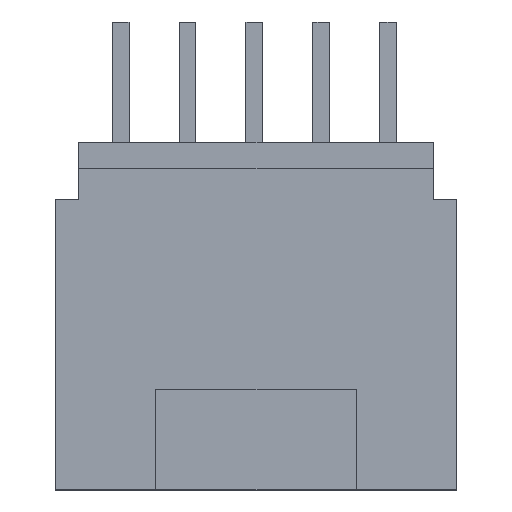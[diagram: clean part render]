
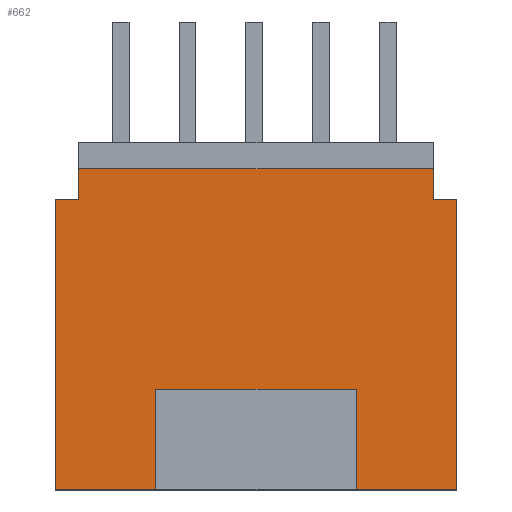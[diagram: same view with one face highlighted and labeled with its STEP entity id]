
A CAD part, top view. The second image highlights one B-rep face of the part: STEP entity #662.
In plain terms, the highlighted planar face has unit normal (0, 0, 1).
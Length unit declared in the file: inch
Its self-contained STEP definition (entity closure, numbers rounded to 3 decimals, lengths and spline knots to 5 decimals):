
#585=FACE_OUTER_BOUND('',#841,.T.);
#662=ADVANCED_FACE('',(#585),#739,.F.);
#739=PLANE('',#2007);
#841=EDGE_LOOP('',(#1017,#1018,#1019,#1020,#1021,#1022,#1023,#1024,#1025,
#1026,#1027,#1028));
#1017=ORIENTED_EDGE('',*,*,#1513,.F.);
#1018=ORIENTED_EDGE('',*,*,#1493,.T.);
#1019=ORIENTED_EDGE('',*,*,#1467,.F.);
#1020=ORIENTED_EDGE('',*,*,#1499,.F.);
#1021=ORIENTED_EDGE('',*,*,#1514,.F.);
#1022=ORIENTED_EDGE('',*,*,#1515,.F.);
#1023=ORIENTED_EDGE('',*,*,#1471,.F.);
#1024=ORIENTED_EDGE('',*,*,#1496,.F.);
#1025=ORIENTED_EDGE('',*,*,#1516,.F.);
#1026=ORIENTED_EDGE('',*,*,#1517,.F.);
#1027=ORIENTED_EDGE('',*,*,#1511,.T.);
#1028=ORIENTED_EDGE('',*,*,#1518,.F.);
#1339=VERTEX_POINT('',#2522);
#1340=VERTEX_POINT('',#2524);
#1343=VERTEX_POINT('',#2530);
#1344=VERTEX_POINT('',#2532);
#1361=VERTEX_POINT('',#2574);
#1362=VERTEX_POINT('',#2578);
#1364=VERTEX_POINT('',#2584);
#1370=VERTEX_POINT('',#2607);
#1371=VERTEX_POINT('',#2609);
#1372=VERTEX_POINT('',#2613);
#1373=VERTEX_POINT('',#2615);
#1374=VERTEX_POINT('',#2618);
#1467=EDGE_CURVE('',#1339,#1340,#1659,.T.);
#1471=EDGE_CURVE('',#1343,#1344,#1663,.T.);
#1493=EDGE_CURVE('',#1361,#1340,#1685,.T.);
#1496=EDGE_CURVE('',#1362,#1343,#1688,.T.);
#1499=EDGE_CURVE('',#1364,#1339,#1691,.T.);
#1511=EDGE_CURVE('',#1371,#1370,#1703,.T.);
#1513=EDGE_CURVE('',#1361,#1372,#1705,.T.);
#1514=EDGE_CURVE('',#1373,#1364,#1706,.T.);
#1515=EDGE_CURVE('',#1344,#1373,#1707,.T.);
#1516=EDGE_CURVE('',#1374,#1362,#1708,.T.);
#1517=EDGE_CURVE('',#1371,#1374,#1709,.T.);
#1518=EDGE_CURVE('',#1372,#1370,#1710,.T.);
#1659=LINE('',#2523,#1851);
#1663=LINE('',#2531,#1855);
#1685=LINE('',#2573,#1877);
#1688=LINE('',#2579,#1880);
#1691=LINE('',#2585,#1883);
#1703=LINE('',#2608,#1895);
#1705=LINE('',#2612,#1897);
#1706=LINE('',#2614,#1898);
#1707=LINE('',#2616,#1899);
#1708=LINE('',#2617,#1900);
#1709=LINE('',#2619,#1901);
#1710=LINE('',#2620,#1902);
#1851=VECTOR('',#2127,1.);
#1855=VECTOR('',#2131,1.);
#1877=VECTOR('',#2159,1.);
#1880=VECTOR('',#2164,1.);
#1883=VECTOR('',#2169,1.);
#1895=VECTOR('',#2191,1.);
#1897=VECTOR('',#2195,1.);
#1898=VECTOR('',#2196,1.);
#1899=VECTOR('',#2197,1.);
#1900=VECTOR('',#2198,1.);
#1901=VECTOR('',#2199,1.);
#1902=VECTOR('',#2200,1.);
#2007=AXIS2_PLACEMENT_3D('',#2621,#2201,#2202);
#2127=DIRECTION('',(-1.,0.,0.));
#2131=DIRECTION('',(-1.,0.,0.));
#2159=DIRECTION('',(0.,-1.,0.));
#2164=DIRECTION('',(0.,-1.,0.));
#2169=DIRECTION('',(0.,-1.,0.));
#2191=DIRECTION('',(-1.,0.,0.));
#2195=DIRECTION('',(1.,0.,0.));
#2196=DIRECTION('',(-1.,0.,0.));
#2197=DIRECTION('',(0.,1.,0.));
#2198=DIRECTION('',(1.,0.,0.));
#2199=DIRECTION('',(0.,-1.,0.));
#2200=DIRECTION('',(0.,1.,0.));
#2201=DIRECTION('',(0.,0.,-1.));
#2202=DIRECTION('',(0.,1.,0.));
#2522=CARTESIAN_POINT('',(0.15,0.,0.2));
#2523=CARTESIAN_POINT('',(0.15,0.,0.2));
#2524=CARTESIAN_POINT('',(0.,0.,0.2));
#2530=CARTESIAN_POINT('',(0.6,0.,0.2));
#2531=CARTESIAN_POINT('',(0.6,0.,0.2));
#2532=CARTESIAN_POINT('',(0.45,0.,0.2));
#2573=CARTESIAN_POINT('',(0.,0.48,0.2));
#2574=CARTESIAN_POINT('',(0.,0.435,0.2));
#2578=CARTESIAN_POINT('',(0.6,0.435,0.2));
#2579=CARTESIAN_POINT('',(0.6,5.,0.2));
#2584=CARTESIAN_POINT('',(0.15,0.15,0.2));
#2585=CARTESIAN_POINT('',(0.15,5.,0.2));
#2607=CARTESIAN_POINT('',(0.035,0.48,0.2));
#2608=CARTESIAN_POINT('',(10.,0.48,0.2));
#2609=CARTESIAN_POINT('',(0.565,0.48,0.2));
#2612=CARTESIAN_POINT('',(10.,0.435,0.2));
#2613=CARTESIAN_POINT('',(0.035,0.435,0.2));
#2614=CARTESIAN_POINT('',(10.,0.15,0.2));
#2615=CARTESIAN_POINT('',(0.45,0.15,0.2));
#2616=CARTESIAN_POINT('',(0.45,5.,0.2));
#2617=CARTESIAN_POINT('',(10.,0.435,0.2));
#2618=CARTESIAN_POINT('',(0.565,0.435,0.2));
#2619=CARTESIAN_POINT('',(0.565,0.48,0.2));
#2620=CARTESIAN_POINT('',(0.035,0.48,0.2));
#2621=CARTESIAN_POINT('',(10.,0.48,0.2));
